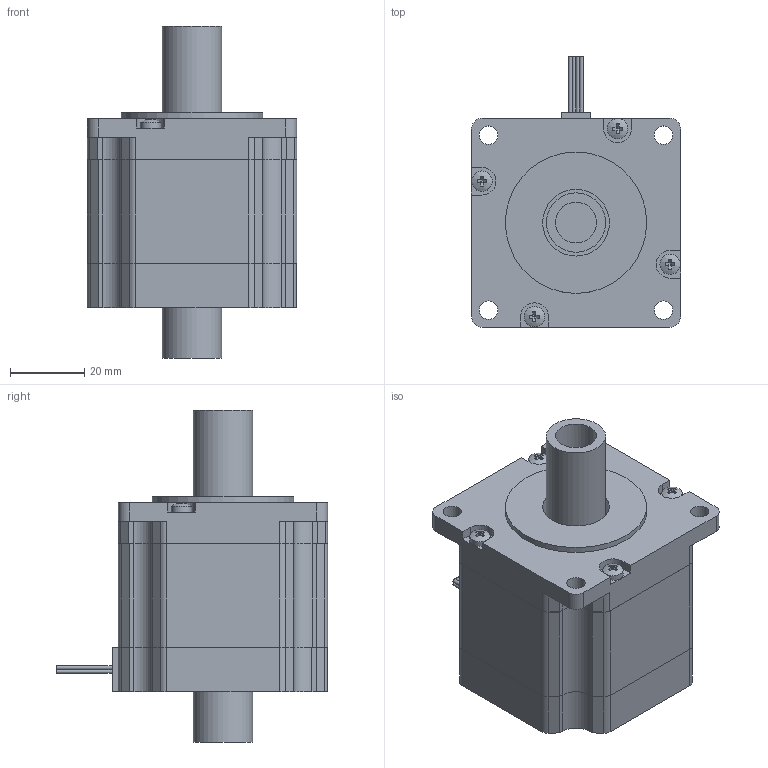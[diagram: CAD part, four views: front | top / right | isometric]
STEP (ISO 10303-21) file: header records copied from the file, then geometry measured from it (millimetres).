
FILE_DESCRIPTION((''),'2;1');
FILE_NAME('ST5918S3008-L2.stp','2012-10-19T13:08:47',('hp'),(''),'Autodesk Inventor 2013','Autodesk Inventor 2013','');
FILE_SCHEMA(('AUTOMOTIVE_DESIGN { 1 0 10303 214 1 1 1 1 }'));
Length unit declared in the file: millimetre
Products named in the file (8): STEPPING_MOTOR_ST5918S; Frontcap_ST5918; shaft_forward_5709; Schrauben_ISO_7045_M3; Stator_5918_S; Endcap ST5918_kompl; Endcap_5918; leads_4_ST5918
Assembly tree (10 placements, depth 3):
  STEPPING_MOTOR_ST5918S
    Frontcap_ST5918
    shaft_forward_5709
    Schrauben_ISO_7045_M3  x4
    Stator_5918_S
    Endcap ST5918_kompl
      Endcap_5918
      leads_4_ST5918
Bounding box: 56.41 x 73.11 x 89.5 mm (x, y, z)
Volume: 150305.8 mm3; surface area: 37927.6 mm2
Topology: 10 solids, 10 shells, 284 faces, 667 edges, 400 vertices
Faces by surface type: plane 205, cylinder 75, sphere 4
Full cylindrical faces by diameter (mm): 1 x4, 2.5 x2, 3 x4, 5 x4, 5.5 x4, 11 x1, 16 x1, 18 x2, 38.1 x1
Entity records: 6342 total; most frequent: DIRECTION 1114, CARTESIAN_POINT 1042, ORIENTED_EDGE 1000, EDGE_CURVE 500, AXIS2_PLACEMENT_3D 393, VECTOR 328, LINE 328, VERTEX_POINT 321
